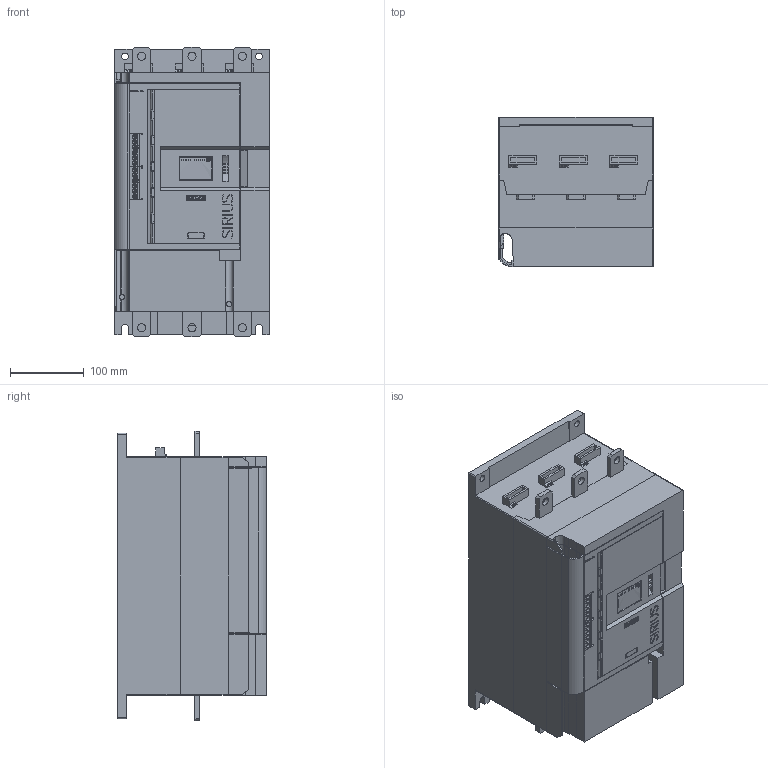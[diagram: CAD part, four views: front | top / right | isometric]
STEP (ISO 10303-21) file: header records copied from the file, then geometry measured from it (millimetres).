
FILE_DESCRIPTION(('no description'),'unknown implementation level');
FILE_NAME('3RW5243-6TC04_3D_v.stp',' ',('SIEMENS A&D'),('CADClick - KiM GmbH - www.kimweb.de'),'unknown preprocess','ACIS','unknown authorization');
FILE_SCHEMA(('automotive_design'));
Length unit declared in the file: millimetre
Products named in the file (1): 1
Bounding box: 210 x 203 x 393 mm (x, y, z)
Volume: 13318207.1 mm3; surface area: 605028 mm2
Topology: 1 solids, 1 shells, 2515 faces, 7155 edges, 4705 vertices
Faces by surface type: plane 1988, cylinder 406, cone 107, torus 8, sphere 6
Entity records: 162922 total; most frequent: CARTESIAN_POINT 17744, STYLED_ITEM 14364, PRESENTATION_STYLE_ASSIGNMENT 14364, COLOUR_RGB 14364, ORIENTED_EDGE 14286, DIRECTION 12866, EDGE_CURVE 7143, CURVE_STYLE 7143
